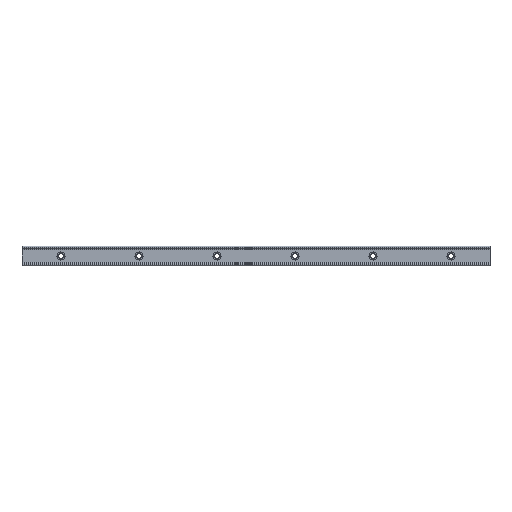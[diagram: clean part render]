
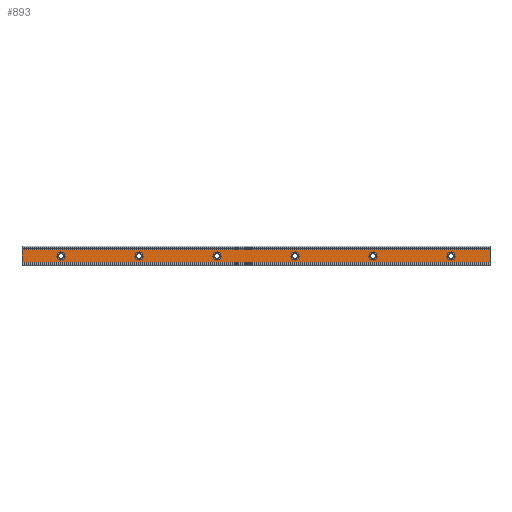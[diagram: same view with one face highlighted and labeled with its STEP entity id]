
A CAD part, top view. The second image highlights one B-rep face of the part: STEP entity #893.
In plain terms, the highlighted planar face has unit normal (0, 0, 1).
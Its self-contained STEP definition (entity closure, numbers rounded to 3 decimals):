
#15 = CIRCLE ( 'NONE', #1339, 4.128 ) ;
#22 = DIRECTION ( 'NONE',  ( 1., 0., 0. ) ) ;
#25 = VERTEX_POINT ( 'NONE', #1310 ) ;
#74 = EDGE_CURVE ( 'NONE', #774, #372, #15, .T. ) ;
#82 = DIRECTION ( 'NONE',  ( 1., 0., 0. ) ) ;
#126 = ORIENTED_EDGE ( 'NONE', *, *, #1669, .F. ) ;
#132 = VECTOR ( 'NONE', #963, 1000. ) ;
#133 = DIRECTION ( 'NONE',  ( -1., 0., 0. ) ) ;
#174 = ORIENTED_EDGE ( 'NONE', *, *, #593, .F. ) ;
#175 = LINE ( 'NONE', #309, #522 ) ;
#206 = EDGE_CURVE ( 'NONE', #406, #759, #1531, .T. ) ;
#209 = ORIENTED_EDGE ( 'NONE', *, *, #1547, .F. ) ;
#217 = ORIENTED_EDGE ( 'NONE', *, *, #581, .F. ) ;
#219 = CARTESIAN_POINT ( 'NONE',  ( 120., 0., -1.49 ) ) ;
#224 = CARTESIAN_POINT ( 'NONE',  ( 40., 0., -1.49 ) ) ;
#230 = ORIENTED_EDGE ( 'NONE', *, *, #74, .F. ) ;
#261 = DIRECTION ( 'NONE',  ( 1., 0., 0. ) ) ;
#273 = AXIS2_PLACEMENT_3D ( 'NONE', #219, #1005, #82 ) ;
#276 = FACE_BOUND ( 'NONE', #1224, .T. ) ;
#294 = EDGE_CURVE ( 'NONE', #1409, #477, #1364, .T. ) ;
#297 = DIRECTION ( 'NONE',  ( 0., 0., 1. ) ) ;
#304 = EDGE_CURVE ( 'NONE', #609, #770, #761, .T. ) ;
#309 = CARTESIAN_POINT ( 'NONE',  ( 1520., 6.365, -1.49 ) ) ;
#310 = ORIENTED_EDGE ( 'NONE', *, *, #859, .T. ) ;
#321 = DIRECTION ( 'NONE',  ( 0., 0., 1. ) ) ;
#334 = CARTESIAN_POINT ( 'NONE',  ( 280., 0., -1.49 ) ) ;
#341 = CARTESIAN_POINT ( 'NONE',  ( 364.128, 0., -1.49 ) ) ;
#348 = ORIENTED_EDGE ( 'NONE', *, *, #294, .F. ) ;
#372 = VERTEX_POINT ( 'NONE', #1261 ) ;
#376 = AXIS2_PLACEMENT_3D ( 'NONE', #1475, #297, #22 ) ;
#384 = DIRECTION ( 'NONE',  ( 0., 0., 1. ) ) ;
#406 = VERTEX_POINT ( 'NONE', #1166 ) ;
#415 = ORIENTED_EDGE ( 'NONE', *, *, #1123, .F. ) ;
#426 = AXIS2_PLACEMENT_3D ( 'NONE', #224, #602, #583 ) ;
#427 = AXIS2_PLACEMENT_3D ( 'NONE', #600, #474, #1393 ) ;
#434 = LINE ( 'NONE', #1489, #132 ) ;
#437 = DIRECTION ( 'NONE',  ( 1., 0., 0. ) ) ;
#447 = CARTESIAN_POINT ( 'NONE',  ( 435.873, 0., -1.49 ) ) ;
#474 = DIRECTION ( 'NONE',  ( 0., 0., 1. ) ) ;
#477 = VERTEX_POINT ( 'NONE', #1584 ) ;
#505 = EDGE_LOOP ( 'NONE', ( #874, #209 ) ) ;
#522 = VECTOR ( 'NONE', #437, 1000. ) ;
#532 = FACE_OUTER_BOUND ( 'NONE', #603, .T. ) ;
#568 = CARTESIAN_POINT ( 'NONE',  ( 440., 0., -1.49 ) ) ;
#581 = EDGE_CURVE ( 'NONE', #1360, #1165, #175, .T. ) ;
#583 = DIRECTION ( 'NONE',  ( 1., 0., 0. ) ) ;
#593 = EDGE_CURVE ( 'NONE', #1398, #1280, #1504, .T. ) ;
#600 = CARTESIAN_POINT ( 'NONE',  ( 280., 0., -1.49 ) ) ;
#602 = DIRECTION ( 'NONE',  ( 0., 0., 1. ) ) ;
#603 = EDGE_LOOP ( 'NONE', ( #1007, #217, #310, #1346 ) ) ;
#609 = VERTEX_POINT ( 'NONE', #979 ) ;
#620 = CARTESIAN_POINT ( 'NONE',  ( 440., 0., -1.49 ) ) ;
#623 = VECTOR ( 'NONE', #1677, 1000. ) ;
#631 = DIRECTION ( 'NONE',  ( 0., 0., 1. ) ) ;
#662 = ORIENTED_EDGE ( 'NONE', *, *, #1241, .F. ) ;
#666 = FACE_BOUND ( 'NONE', #1235, .T. ) ;
#679 = DIRECTION ( 'NONE',  ( 0., 0., 1. ) ) ;
#698 = CARTESIAN_POINT ( 'NONE',  ( 120., 0., -1.49 ) ) ;
#702 = DIRECTION ( 'NONE',  ( 1., 0., 0. ) ) ;
#721 = CARTESIAN_POINT ( 'NONE',  ( 480., -6.365, -1.49 ) ) ;
#723 = ORIENTED_EDGE ( 'NONE', *, *, #806, .F. ) ;
#740 = EDGE_CURVE ( 'NONE', #1280, #1398, #792, .T. ) ;
#743 = DIRECTION ( 'NONE',  ( 1., 0., 0. ) ) ;
#746 = CARTESIAN_POINT ( 'NONE',  ( 195.873, 0., -1.49 ) ) ;
#759 = VERTEX_POINT ( 'NONE', #886 ) ;
#761 = LINE ( 'NONE', #1402, #623 ) ;
#770 = VERTEX_POINT ( 'NONE', #721 ) ;
#771 = DIRECTION ( 'NONE',  ( 1., 0., 0. ) ) ;
#774 = VERTEX_POINT ( 'NONE', #341 ) ;
#778 = FACE_BOUND ( 'NONE', #1217, .T. ) ;
#783 = AXIS2_PLACEMENT_3D ( 'NONE', #1358, #1098, #1220 ) ;
#792 = CIRCLE ( 'NONE', #273, 4.128 ) ;
#794 = CIRCLE ( 'NONE', #936, 4.128 ) ;
#804 = DIRECTION ( 'NONE',  ( 0., -1., 0. ) ) ;
#806 = EDGE_CURVE ( 'NONE', #1129, #25, #794, .T. ) ;
#832 = DIRECTION ( 'NONE',  ( 1., 0., 0. ) ) ;
#847 = AXIS2_PLACEMENT_3D ( 'NONE', #698, #1606, #832 ) ;
#853 = ORIENTED_EDGE ( 'NONE', *, *, #1103, .F. ) ;
#855 = EDGE_LOOP ( 'NONE', ( #230, #415 ) ) ;
#859 = EDGE_CURVE ( 'NONE', #1360, #609, #1313, .T. ) ;
#863 = ORIENTED_EDGE ( 'NONE', *, *, #206, .F. ) ;
#874 = ORIENTED_EDGE ( 'NONE', *, *, #918, .F. ) ;
#882 = VERTEX_POINT ( 'NONE', #1439 ) ;
#886 = CARTESIAN_POINT ( 'NONE',  ( 284.128, 0., -1.49 ) ) ;
#888 = CARTESIAN_POINT ( 'NONE',  ( 40., 0., -1.49 ) ) ;
#893 = ADVANCED_FACE ( 'NONE', ( #1186, #1061, #778, #1446, #666, #276, #532 ), #1178, .F. ) ;
#915 = CARTESIAN_POINT ( 'NONE',  ( 0., -9.004, -1.49 ) ) ;
#918 = EDGE_CURVE ( 'NONE', #882, #1254, #1568, .T. ) ;
#936 = AXIS2_PLACEMENT_3D ( 'NONE', #620, #631, #1155 ) ;
#963 = DIRECTION ( 'NONE',  ( 0., 1., 0. ) ) ;
#979 = CARTESIAN_POINT ( 'NONE',  ( 0., -6.365, -1.49 ) ) ;
#984 = CARTESIAN_POINT ( 'NONE',  ( 115.873, 0., -1.49 ) ) ;
#988 = VECTOR ( 'NONE', #804, 1000. ) ;
#1005 = DIRECTION ( 'NONE',  ( 0., 0., 1. ) ) ;
#1007 = ORIENTED_EDGE ( 'NONE', *, *, #1065, .T. ) ;
#1018 = AXIS2_PLACEMENT_3D ( 'NONE', #1054, #1575, #771 ) ;
#1050 = CIRCLE ( 'NONE', #1632, 4.128 ) ;
#1054 = CARTESIAN_POINT ( 'NONE',  ( 200., 0., -1.49 ) ) ;
#1061 = FACE_BOUND ( 'NONE', #505, .T. ) ;
#1065 = EDGE_CURVE ( 'NONE', #770, #1165, #434, .T. ) ;
#1098 = DIRECTION ( 'NONE',  ( 0., 0., 1. ) ) ;
#1103 = EDGE_CURVE ( 'NONE', #25, #1129, #1050, .T. ) ;
#1121 = AXIS2_PLACEMENT_3D ( 'NONE', #888, #384, #743 ) ;
#1123 = EDGE_CURVE ( 'NONE', #372, #774, #1173, .T. ) ;
#1129 = VERTEX_POINT ( 'NONE', #447 ) ;
#1132 = EDGE_LOOP ( 'NONE', ( #174, #1537 ) ) ;
#1141 = CARTESIAN_POINT ( 'NONE',  ( 480., 6.365, -1.49 ) ) ;
#1155 = DIRECTION ( 'NONE',  ( 1., 0., 0. ) ) ;
#1165 = VERTEX_POINT ( 'NONE', #1141 ) ;
#1166 = CARTESIAN_POINT ( 'NONE',  ( 275.873, 0., -1.49 ) ) ;
#1173 = CIRCLE ( 'NONE', #376, 4.128 ) ;
#1178 = PLANE ( 'NONE',  #1205 ) ;
#1186 = FACE_BOUND ( 'NONE', #1132, .T. ) ;
#1192 = CARTESIAN_POINT ( 'NONE',  ( 1520., 6.365, -1.49 ) ) ;
#1197 = CIRCLE ( 'NONE', #427, 4.128 ) ;
#1205 = AXIS2_PLACEMENT_3D ( 'NONE', #1192, #1567, #133 ) ;
#1217 = EDGE_LOOP ( 'NONE', ( #126, #863 ) ) ;
#1220 = DIRECTION ( 'NONE',  ( 1., 0., 0. ) ) ;
#1224 = EDGE_LOOP ( 'NONE', ( #348, #662 ) ) ;
#1235 = EDGE_LOOP ( 'NONE', ( #853, #723 ) ) ;
#1241 = EDGE_CURVE ( 'NONE', #477, #1409, #1274, .T. ) ;
#1254 = VERTEX_POINT ( 'NONE', #746 ) ;
#1261 = CARTESIAN_POINT ( 'NONE',  ( 355.873, 0., -1.49 ) ) ;
#1274 = CIRCLE ( 'NONE', #426, 4.127 ) ;
#1280 = VERTEX_POINT ( 'NONE', #984 ) ;
#1310 = CARTESIAN_POINT ( 'NONE',  ( 444.128, 0., -1.49 ) ) ;
#1313 = LINE ( 'NONE', #915, #988 ) ;
#1321 = CARTESIAN_POINT ( 'NONE',  ( 44.128, 0., -1.49 ) ) ;
#1339 = AXIS2_PLACEMENT_3D ( 'NONE', #1701, #1573, #261 ) ;
#1343 = DIRECTION ( 'NONE',  ( 1., 0., 0. ) ) ;
#1346 = ORIENTED_EDGE ( 'NONE', *, *, #304, .T. ) ;
#1358 = CARTESIAN_POINT ( 'NONE',  ( 200., 0., -1.49 ) ) ;
#1360 = VERTEX_POINT ( 'NONE', #1702 ) ;
#1364 = CIRCLE ( 'NONE', #1121, 4.127 ) ;
#1393 = DIRECTION ( 'NONE',  ( 1., 0., 0. ) ) ;
#1398 = VERTEX_POINT ( 'NONE', #1581 ) ;
#1402 = CARTESIAN_POINT ( 'NONE',  ( 1520., -6.365, -1.49 ) ) ;
#1409 = VERTEX_POINT ( 'NONE', #1321 ) ;
#1439 = CARTESIAN_POINT ( 'NONE',  ( 204.128, 0., -1.49 ) ) ;
#1446 = FACE_BOUND ( 'NONE', #855, .T. ) ;
#1448 = CIRCLE ( 'NONE', #783, 4.128 ) ;
#1475 = CARTESIAN_POINT ( 'NONE',  ( 360., 0., -1.49 ) ) ;
#1489 = CARTESIAN_POINT ( 'NONE',  ( 480., 6.365, -1.49 ) ) ;
#1504 = CIRCLE ( 'NONE', #847, 4.128 ) ;
#1531 = CIRCLE ( 'NONE', #1642, 4.128 ) ;
#1537 = ORIENTED_EDGE ( 'NONE', *, *, #740, .F. ) ;
#1547 = EDGE_CURVE ( 'NONE', #1254, #882, #1448, .T. ) ;
#1567 = DIRECTION ( 'NONE',  ( 0., 0., -1. ) ) ;
#1568 = CIRCLE ( 'NONE', #1018, 4.128 ) ;
#1573 = DIRECTION ( 'NONE',  ( 0., 0., 1. ) ) ;
#1575 = DIRECTION ( 'NONE',  ( 0., 0., 1. ) ) ;
#1581 = CARTESIAN_POINT ( 'NONE',  ( 124.128, 0., -1.49 ) ) ;
#1584 = CARTESIAN_POINT ( 'NONE',  ( 35.873, 0., -1.49 ) ) ;
#1606 = DIRECTION ( 'NONE',  ( 0., 0., 1. ) ) ;
#1632 = AXIS2_PLACEMENT_3D ( 'NONE', #568, #321, #702 ) ;
#1642 = AXIS2_PLACEMENT_3D ( 'NONE', #334, #679, #1343 ) ;
#1669 = EDGE_CURVE ( 'NONE', #759, #406, #1197, .T. ) ;
#1677 = DIRECTION ( 'NONE',  ( 1., 0., 0. ) ) ;
#1701 = CARTESIAN_POINT ( 'NONE',  ( 360., 0., -1.49 ) ) ;
#1702 = CARTESIAN_POINT ( 'NONE',  ( 0., 6.365, -1.49 ) ) ;
